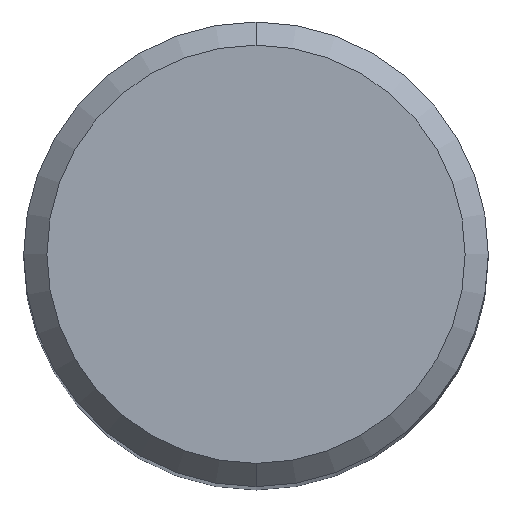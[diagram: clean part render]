
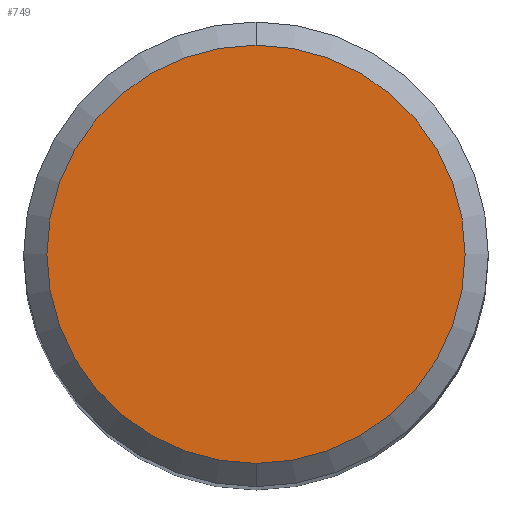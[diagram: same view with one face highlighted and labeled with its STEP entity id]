
A CAD part, top view. The second image highlights one B-rep face of the part: STEP entity #749.
In plain terms, the highlighted planar face has unit normal (0, 0, 1).
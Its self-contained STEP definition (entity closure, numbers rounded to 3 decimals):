
#333=EDGE_CURVE('',#675,#619,#929,.T.);
#619=VERTEX_POINT('',#1240);
#675=VERTEX_POINT('',#1302);
#749=ADVANCED_FACE('',(#1383),#1384,.T.);
#869=EDGE_CURVE('',#619,#675,#1517,.T.);
#929=CIRCLE('',#1614,5.4);
#1240=CARTESIAN_POINT('',(0.,-5.4,0.0));
#1302=CARTESIAN_POINT('',(0.0,5.4,0.0));
#1383=FACE_OUTER_BOUND('',#5954,.T.);
#1384=PLANE('',#5955);
#1517=CIRCLE('',#7324,5.4);
#1614=AXIS2_PLACEMENT_3D('',#7419,#7420,#7421);
#5954=EDGE_LOOP('',(#7880,#7881));
#5955=AXIS2_PLACEMENT_3D('',#7882,#7883,#7884);
#7324=AXIS2_PLACEMENT_3D('',#8042,#8043,#8044);
#7419=CARTESIAN_POINT('',(0.0,0.0,0.0));
#7420=DIRECTION('',(0.0,0.0,-1.0));
#7421=DIRECTION('',(0.0,1.0,0.0));
#7880=ORIENTED_EDGE('',*,*,#333,.F.);
#7881=ORIENTED_EDGE('',*,*,#869,.F.);
#7882=CARTESIAN_POINT('',(0.0,2.7,0.0));
#7883=DIRECTION('',(-0.0,0.0,1.0));
#7884=DIRECTION('',(0.0,-1.0,0.0));
#8042=CARTESIAN_POINT('',(0.0,0.0,0.0));
#8043=DIRECTION('',(0.0,0.0,-1.0));
#8044=DIRECTION('',(0.0,1.0,0.0));
